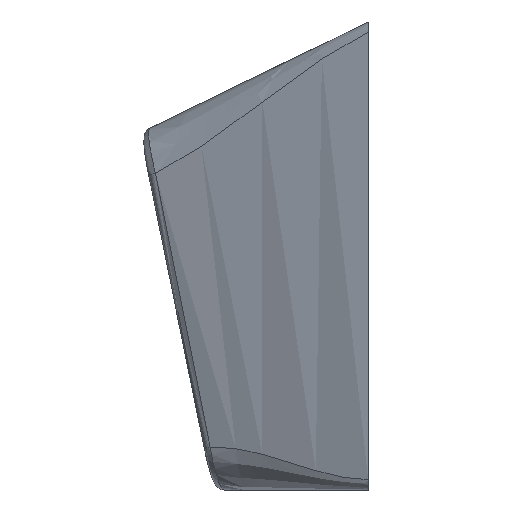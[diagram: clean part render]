
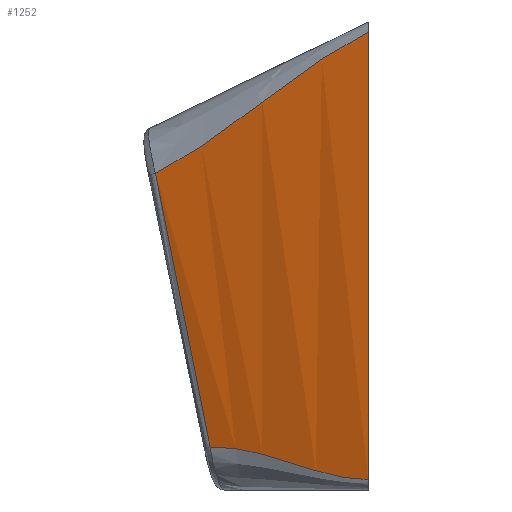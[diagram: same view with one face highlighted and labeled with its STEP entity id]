
A CAD part, left-side view. The second image highlights one B-rep face of the part: STEP entity #1252.
In plain terms, the highlighted free-form (B-spline) face has degree [3, 1] with [6, 2] control points.
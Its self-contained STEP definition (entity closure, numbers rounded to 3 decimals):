
#1029=VERTEX_POINT('',#1030);
#1030=CARTESIAN_POINT('',(0.0,0.0,-0.383));
#1042=EDGE_CURVE('',#1029,#1043,#1045,.F.);
#1043=VERTEX_POINT('',#1044);
#1044=CARTESIAN_POINT('',(0.0,0.0,-17.6));
#1045=LINE('',#1046,#1047);
#1046=CARTESIAN_POINT('',(0.0,0.0,0.0));
#1047=VECTOR('',#1048,1.0);
#1048=DIRECTION('',(0.0,0.0,1.0));
#1252=ADVANCED_FACE('',(#1253),#1360,.F.);
#1253=FACE_BOUND('',#1254,.T.);
#1254=EDGE_LOOP('',(#1255,#1297,#1312,#1359));
#1255=ORIENTED_EDGE('',*,*,#1256,.T.);
#1256=EDGE_CURVE('',#1029,#1257,#1259,.T.);
#1257=VERTEX_POINT('',#1258);
#1258=CARTESIAN_POINT('',(2.9,8.179,-5.82));
#1259=B_SPLINE_CURVE_WITH_KNOTS('',4,(#1260,#1261,#1262,#1263,#1264,#1265,#1266,#1267,#1268,#1269,#1270,#1271,#1272,#1273,#1274,#1275,#1276,#1277,#1278,#1279,#1280,#1281,#1282,#1283,#1284,#1285,#1286,#1287,#1288,#1289,#1290,#1291,#1292,#1293,#1294,#1295,#1296),.UNSPECIFIED.,.F.,.U.,(5,4,4,4,4,4,4,4,4,5),(0.0,0.125,0.25,0.375,0.5,0.625,0.75,0.875,0.938,0.97),.UNSPECIFIED.);
#1260=CARTESIAN_POINT('',(0.,0.,-0.383));
#1261=CARTESIAN_POINT('',(0.092,0.267,-0.517));
#1262=CARTESIAN_POINT('',(0.185,0.539,-0.664));
#1263=CARTESIAN_POINT('',(0.28,0.815,-0.823));
#1264=CARTESIAN_POINT('',(0.377,1.096,-0.993));
#1265=CARTESIAN_POINT('',(0.464,1.35,-1.148));
#1266=CARTESIAN_POINT('',(0.555,1.612,-1.315));
#1267=CARTESIAN_POINT('',(0.648,1.881,-1.494));
#1268=CARTESIAN_POINT('',(0.744,2.157,-1.683));
#1269=CARTESIAN_POINT('',(0.827,2.394,-1.847));
#1270=CARTESIAN_POINT('',(0.915,2.647,-2.026));
#1271=CARTESIAN_POINT('',(1.008,2.914,-2.219));
#1272=CARTESIAN_POINT('',(1.107,3.195,-2.426));
#1273=CARTESIAN_POINT('',(1.177,3.392,-2.572));
#1274=CARTESIAN_POINT('',(1.261,3.63,-2.75));
#1275=CARTESIAN_POINT('',(1.359,3.906,-2.958));
#1276=CARTESIAN_POINT('',(1.471,4.222,-3.195));
#1277=CARTESIAN_POINT('',(1.613,4.619,-3.495));
#1278=CARTESIAN_POINT('',(1.722,4.921,-3.72));
#1279=CARTESIAN_POINT('',(1.798,5.131,-3.876));
#1280=CARTESIAN_POINT('',(1.84,5.249,-3.962));
#1281=CARTESIAN_POINT('',(1.946,5.542,-4.177));
#1282=CARTESIAN_POINT('',(2.044,5.813,-4.37));
#1283=CARTESIAN_POINT('',(2.134,6.062,-4.544));
#1284=CARTESIAN_POINT('',(2.217,6.289,-4.698));
#1285=CARTESIAN_POINT('',(2.321,6.575,-4.89));
#1286=CARTESIAN_POINT('',(2.419,6.847,-5.067));
#1287=CARTESIAN_POINT('',(2.514,7.107,-5.227));
#1288=CARTESIAN_POINT('',(2.604,7.355,-5.373));
#1289=CARTESIAN_POINT('',(2.654,7.495,-5.455));
#1290=CARTESIAN_POINT('',(2.704,7.633,-5.533));
#1291=CARTESIAN_POINT('',(2.753,7.769,-5.607));
#1292=CARTESIAN_POINT('',(2.801,7.902,-5.677));
#1293=CARTESIAN_POINT('',(2.819,7.954,-5.705));
#1294=CARTESIAN_POINT('',(2.842,8.017,-5.738));
#1295=CARTESIAN_POINT('',(2.869,8.092,-5.776));
#1296=CARTESIAN_POINT('',(2.9,8.179,-5.82));
#1297=ORIENTED_EDGE('',*,*,#1298,.T.);
#1298=EDGE_CURVE('',#1257,#1299,#1301,.T.);
#1299=VERTEX_POINT('',#1300);
#1300=CARTESIAN_POINT('',(2.88,6.08,-16.347));
#1301=B_SPLINE_CURVE_WITH_KNOTS('',3,(#1302,#1303,#1304,#1305,#1306,#1307,#1308,#1309,#1310,#1311),.UNSPECIFIED.,.F.,.U.,(4,2,2,2,4),(-5.158,0.,5.367,10.734,15.893),.UNSPECIFIED.);
#1302=CARTESIAN_POINT('',(2.908,9.195,-0.763));
#1303=CARTESIAN_POINT('',(2.906,8.856,-2.449));
#1304=CARTESIAN_POINT('',(2.903,8.517,-4.135));
#1305=CARTESIAN_POINT('',(2.897,7.827,-7.574));
#1306=CARTESIAN_POINT('',(2.894,7.476,-9.328));
#1307=CARTESIAN_POINT('',(2.887,6.776,-12.837));
#1308=CARTESIAN_POINT('',(2.884,6.428,-14.592));
#1309=CARTESIAN_POINT('',(2.877,5.747,-18.033));
#1310=CARTESIAN_POINT('',(2.873,5.414,-19.72));
#1311=CARTESIAN_POINT('',(2.87,5.084,-21.407));
#1312=ORIENTED_EDGE('',*,*,#1313,.T.);
#1313=EDGE_CURVE('',#1299,#1043,#1314,.T.);
#1314=B_SPLINE_CURVE_WITH_KNOTS('',4,(#1315,#1316,#1317,#1318,#1319,#1320,#1321,#1322,#1323,#1324,#1325,#1326,#1327,#1328,#1329,#1330,#1331,#1332,#1333,#1334,#1335,#1336,#1337,#1338,#1339,#1340,#1341,#1342,#1343,#1344,#1345,#1346,#1347,#1348,#1349,#1350,#1351,#1352,#1353,#1354,#1355,#1356,#1357,#1358),.UNSPECIFIED.,.F.,.U.,(5,4,4,4,4,4,4,3,4,4,4,5),(0.037,0.063,0.125,0.25,0.375,0.438,0.5,0.509,0.625,0.75,0.875,1.0),.UNSPECIFIED.);
#1315=CARTESIAN_POINT('',(2.88,6.08,-16.347));
#1316=CARTESIAN_POINT('',(2.859,6.035,-16.346));
#1317=CARTESIAN_POINT('',(2.841,5.996,-16.345));
#1318=CARTESIAN_POINT('',(2.825,5.963,-16.344));
#1319=CARTESIAN_POINT('',(2.813,5.938,-16.344));
#1320=CARTESIAN_POINT('',(2.768,5.841,-16.344));
#1321=CARTESIAN_POINT('',(2.723,5.743,-16.346));
#1322=CARTESIAN_POINT('',(2.676,5.643,-16.35));
#1323=CARTESIAN_POINT('',(2.629,5.54,-16.358));
#1324=CARTESIAN_POINT('',(2.544,5.358,-16.371));
#1325=CARTESIAN_POINT('',(2.455,5.165,-16.393));
#1326=CARTESIAN_POINT('',(2.362,4.961,-16.425));
#1327=CARTESIAN_POINT('',(2.263,4.746,-16.467));
#1328=CARTESIAN_POINT('',(2.186,4.577,-16.501));
#1329=CARTESIAN_POINT('',(2.099,4.389,-16.543));
#1330=CARTESIAN_POINT('',(2.004,4.181,-16.595));
#1331=CARTESIAN_POINT('',(1.899,3.954,-16.659));
#1332=CARTESIAN_POINT('',(1.862,3.873,-16.681));
#1333=CARTESIAN_POINT('',(1.819,3.78,-16.708));
#1334=CARTESIAN_POINT('',(1.77,3.675,-16.739));
#1335=CARTESIAN_POINT('',(1.716,3.558,-16.774));
#1336=CARTESIAN_POINT('',(1.67,3.459,-16.804));
#1337=CARTESIAN_POINT('',(1.624,3.36,-16.835));
#1338=CARTESIAN_POINT('',(1.578,3.261,-16.866));
#1339=CARTESIAN_POINT('',(1.531,3.163,-16.897));
#1340=CARTESIAN_POINT('',(1.523,3.146,-16.903));
#1341=CARTESIAN_POINT('',(1.516,3.129,-16.908));
#1342=CARTESIAN_POINT('',(1.508,3.112,-16.913));
#1343=CARTESIAN_POINT('',(1.404,2.89,-16.984));
#1344=CARTESIAN_POINT('',(1.315,2.701,-17.045));
#1345=CARTESIAN_POINT('',(1.232,2.528,-17.1));
#1346=CARTESIAN_POINT('',(1.158,2.371,-17.149));
#1347=CARTESIAN_POINT('',(1.055,2.157,-17.215));
#1348=CARTESIAN_POINT('',(0.958,1.954,-17.275));
#1349=CARTESIAN_POINT('',(0.865,1.762,-17.329));
#1350=CARTESIAN_POINT('',(0.777,1.581,-17.375));
#1351=CARTESIAN_POINT('',(0.676,1.372,-17.428));
#1352=CARTESIAN_POINT('',(0.578,1.172,-17.473));
#1353=CARTESIAN_POINT('',(0.483,0.978,-17.51));
#1354=CARTESIAN_POINT('',(0.39,0.79,-17.539));
#1355=CARTESIAN_POINT('',(0.291,0.589,-17.569));
#1356=CARTESIAN_POINT('',(0.193,0.391,-17.59));
#1357=CARTESIAN_POINT('',(0.096,0.194,-17.6));
#1358=CARTESIAN_POINT('',(0.,0.,-17.6));
#1359=ORIENTED_EDGE('',*,*,#1042,.F.);
#1360=B_SPLINE_SURFACE_WITH_KNOTS('',3,1,((#1361,#1362),(#1363,#1364),(#1365,#1366),(#1367,#1368),(#1369,#1370),(#1371,#1372)),.UNSPECIFIED.,.F.,.F.,.U.,(4,2,4),(2,2),(0.0,0.5,1.0),(0.0,1.0),.UNSPECIFIED.);
#1361=CARTESIAN_POINT('',(0.0,0.0,-18.0));
#1362=CARTESIAN_POINT('',(0.0,0.0,0.0));
#1363=CARTESIAN_POINT('',(0.5,1.0,-18.0));
#1364=CARTESIAN_POINT('',(0.5,1.467,-0.714));
#1365=CARTESIAN_POINT('',(1.0,2.0,-18.0));
#1366=CARTESIAN_POINT('',(1.0,2.933,-1.428));
#1367=CARTESIAN_POINT('',(2.0,4.0,-18.0));
#1368=CARTESIAN_POINT('',(2.0,5.867,-2.855));
#1369=CARTESIAN_POINT('',(2.5,5.0,-18.0));
#1370=CARTESIAN_POINT('',(2.5,7.333,-3.569));
#1371=CARTESIAN_POINT('',(3.0,6.0,-18.0));
#1372=CARTESIAN_POINT('',(3.0,8.8,-4.283));
